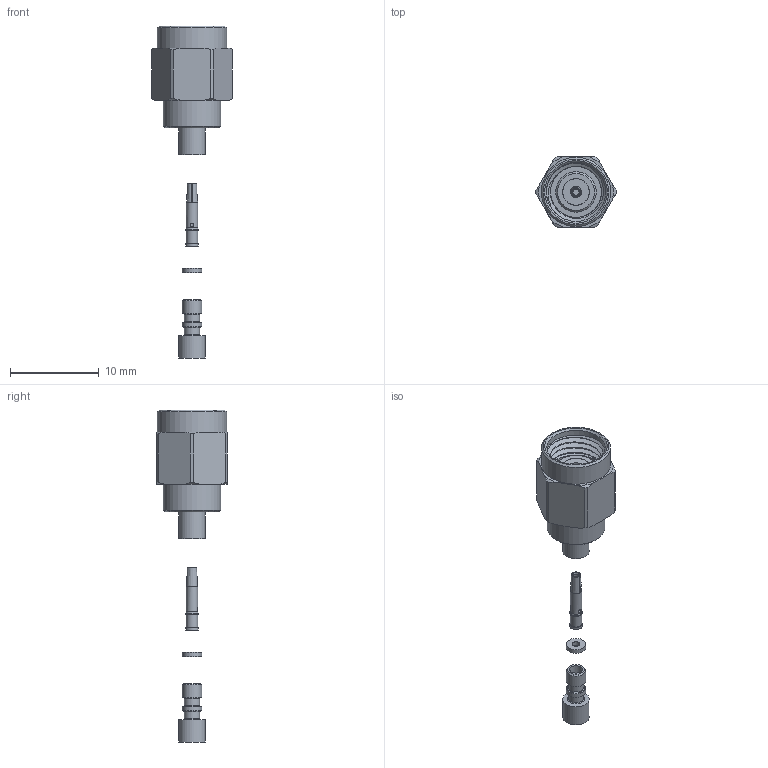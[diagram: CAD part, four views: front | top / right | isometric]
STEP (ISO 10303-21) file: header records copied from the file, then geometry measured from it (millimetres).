
FILE_DESCRIPTION(/* description */ ('Unknown'),/* implementation_level */ '2;1');
FILE_NAME(/* name */ '63046020110420',/* time_stamp */ '2021-03-29T12:02:16+02:00',/* author */ ('Unknown'),/* organization */ ('Unknown'),/* preprocessor_version */ 'ST-DEVELOPER v16.7',/* originating_system */ 'DEX',/* authorisation */ $);
FILE_SCHEMA (('AUTOMOTIVE_DESIGN {1 0 10303 214 3 1 1}'));
Length unit declared in the file: millimetre
Products named in the file (10): 63046020110420_All; 63046020110420; 63046020110420_connector body; 60346021210420_retainer ring; 60346021210420_gasket; 63046020110420_Insulator; 60346021210420_shell; 63046020110420_CenterPin; 63046020110420_Ferrule; 60326421110420_Insulator2
Assembly tree (9 placements, depth 3):
  63046020110420_All
    63046020110420
      63046020110420_connector body
      60346021210420_retainer ring
      60346021210420_gasket
      63046020110420_Insulator
      60346021210420_shell
    63046020110420_CenterPin
    63046020110420_Ferrule
    60326421110420_Insulator2
Bounding box: 9.04 x 8 x 37.46 mm (x, y, z)
Volume: 425.4 mm3; surface area: 1194.3 mm2
Topology: 8 solids, 8 shells, 129 faces, 278 edges, 181 vertices
Faces by surface type: plane 54, cylinder 39, cone 20, torus 14, bspline 2
Full cylindrical faces by diameter (mm): 0.4 x2, 0.88 x1, 1.27 x3, 1.4 x2, 1.45 x1, 1.7 x2, 1.8 x1, 2 x1, 2.2 x3, 2.25 x1, 2.9 x1, 3 x4, 4.5 x1, 4.56 x1, 4.75 x1, 6 x1, 6.5 x2, 6.66 x6, 7 x1, 7.8 x1
Entity records: 3830 total; most frequent: CARTESIAN_POINT 1199, DIRECTION 516, ORIENTED_EDGE 386, AXIS2_PLACEMENT_3D 241, EDGE_LOOP 210, FACE_BOUND 210, EDGE_CURVE 193, VERTEX_POINT 155
